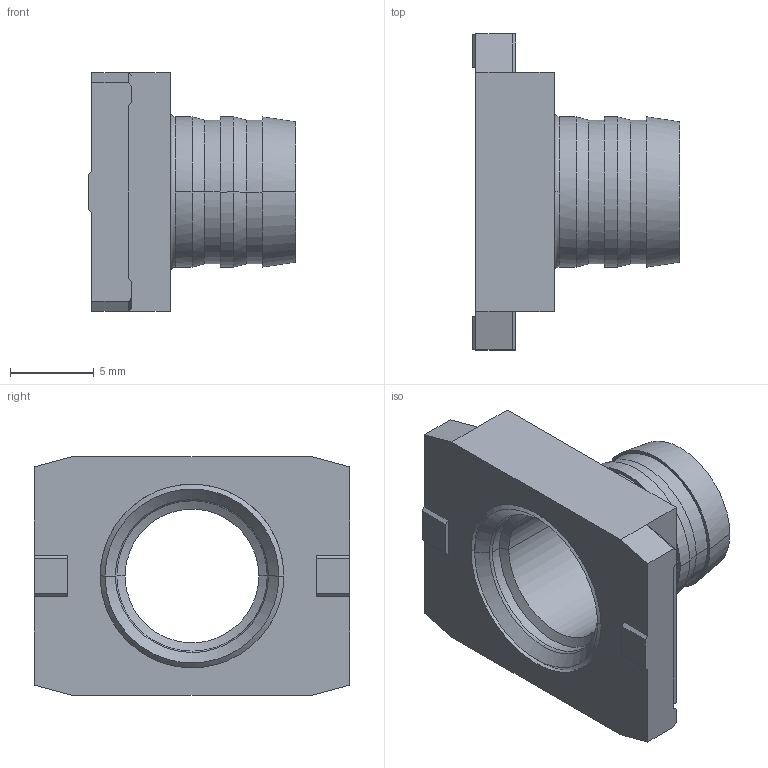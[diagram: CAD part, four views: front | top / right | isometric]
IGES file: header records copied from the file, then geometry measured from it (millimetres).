
Global section: file name: 6103_Inducom_crimp_flange_inner_diam-8-0.igs; preprocessor: I-DEAS 3D IGES Translator 13; date: 20091019.160923; units: millimetre
Bounding box: 12.4 x 18.9 x 14.3 mm (x, y, z)
Volume: 908.9 mm3; surface area: 1573 mm2
Topology: 2 solids, 2 shells, 91 faces, 221 edges, 137 vertices
Faces by surface type: bspline 91
